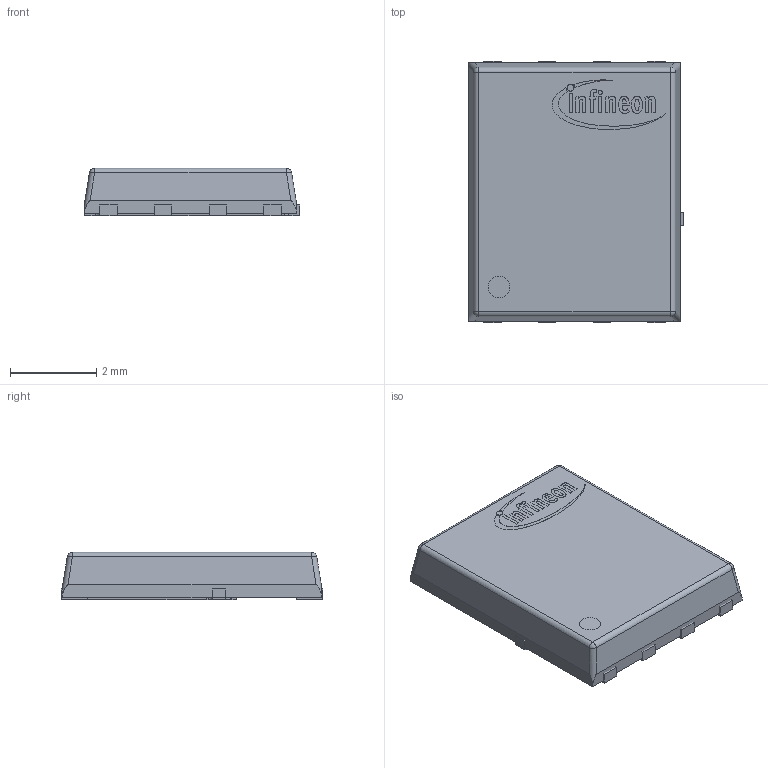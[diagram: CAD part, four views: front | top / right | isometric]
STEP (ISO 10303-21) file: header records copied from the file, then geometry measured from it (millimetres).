
FILE_DESCRIPTION(/* description */ (''),/* implementation_level */ '2;1');
FILE_NAME(/* name */ '1.stp',/* time_stamp */ '2020-12-23T17:46:09+02:00',/* author */ ('khaled'),/* organization */ (''),/* preprocessor_version */ 'ST-DEVELOPER v17',/* originating_system */ 'Autodesk Inventor 2019',/* authorisation */ '');
FILE_SCHEMA (('AUTOMOTIVE_DESIGN { 1 0 10303 214 3 1 1 }'));
Length unit declared in the file: millimetre
Products named in the file (5): 1; 1_1; 2; Infineon; circle
Assembly tree (4 placements, depth 2):
  1
    1_1
    2
    Infineon
    circle
Bounding box: 5 x 6.08 x 1.1 mm (x, y, z)
Volume: 33.9 mm3; surface area: 119.8 mm2
Topology: 19 solids, 19 shells, 235 faces, 579 edges, 382 vertices
Faces by surface type: plane 144, bspline 74, cylinder 13, sphere 4
Full cylindrical faces by diameter (mm): 0.5 x1
Entity records: 7457 total; most frequent: CARTESIAN_POINT 2119, ORIENTED_EDGE 1158, DIRECTION 837, EDGE_CURVE 579, LINE 401, VECTOR 401, VERTEX_POINT 382, EDGE_LOOP 239
